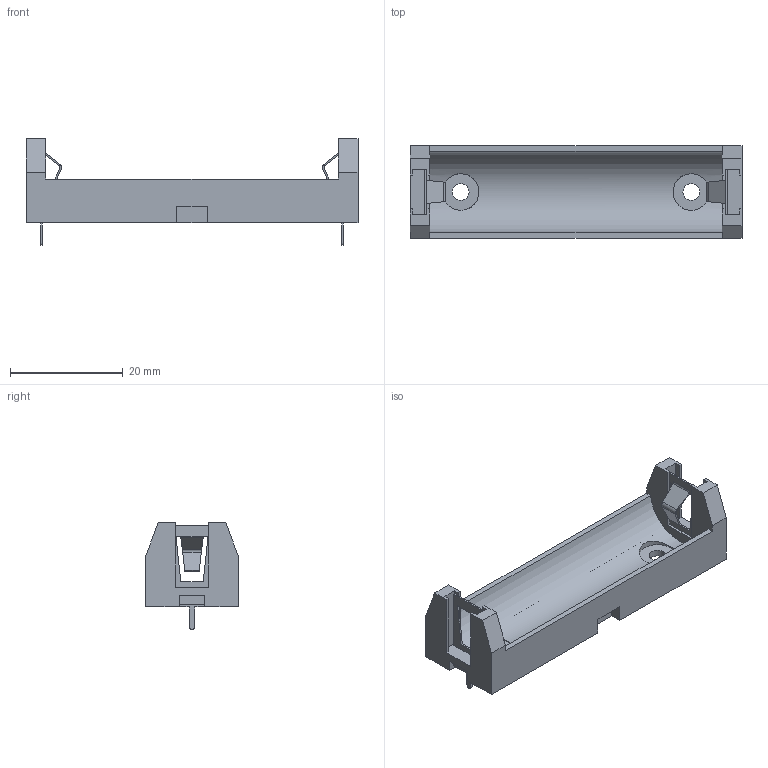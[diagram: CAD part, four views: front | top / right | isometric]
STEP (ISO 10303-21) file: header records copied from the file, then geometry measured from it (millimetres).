
FILE_DESCRIPTION((''),'2;1');
FILE_NAME('Holder for AA battery.stp','2023-06-25T12:45:56',('Shuvalov'),(''),'Autodesk Inventor 2011','Autodesk Inventor 2011','');
FILE_SCHEMA(('CONFIG_CONTROL_DESIGN'));
Length unit declared in the file: millimetre
Products named in the file (1): Holder for AA battery
Bounding box: 59 x 16.5 x 19 mm (x, y, z)
Volume: 3424.8 mm3; surface area: 5092.9 mm2
Topology: 1 solids, 1 shells, 156 faces, 480 edges, 316 vertices
Faces by surface type: plane 141, cylinder 15
Full cylindrical faces by diameter (mm): 3 x2, 6.5 x2
Entity records: 5392 total; most frequent: CARTESIAN_POINT 1007, ORIENTED_EDGE 944, DIRECTION 816, EDGE_CURVE 472, VECTOR 438, LINE 438, VERTEX_POINT 312, AXIS2_PLACEMENT_3D 189
